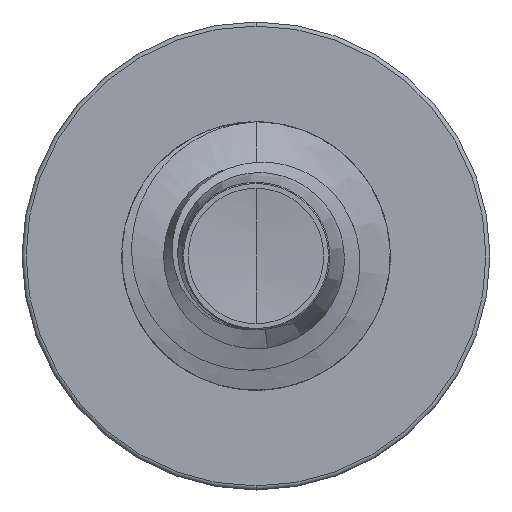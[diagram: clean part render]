
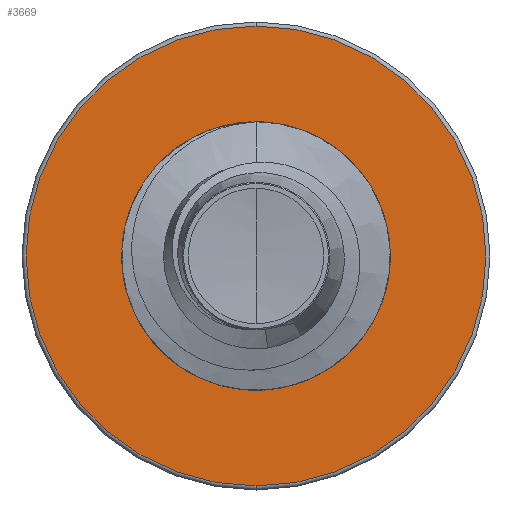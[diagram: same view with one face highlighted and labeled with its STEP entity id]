
A CAD part, front view. The second image highlights one B-rep face of the part: STEP entity #3669.
In plain terms, the highlighted planar face has unit normal (0, -1, 0).
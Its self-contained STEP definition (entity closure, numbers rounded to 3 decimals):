
#297 = DIRECTION ( 'NONE',  ( 0., 0., 1. ) ) ;
#324 = DIRECTION ( 'NONE',  ( 0., 1., 0. ) ) ;
#336 = CARTESIAN_POINT ( 'NONE',  ( 0., 9., 0. ) ) ;
#492 = FACE_OUTER_BOUND ( 'NONE', #16939, .T. ) ;
#1344 = CARTESIAN_POINT ( 'NONE',  ( 0., 9., 2.998 ) ) ;
#1424 = CARTESIAN_POINT ( 'NONE',  ( 0., 9., 1.722 ) ) ;
#1640 = DIRECTION ( 'NONE',  ( 0., 0., 1. ) ) ;
#1665 = DIRECTION ( 'NONE',  ( 0., 1., 0. ) ) ;
#1670 = CARTESIAN_POINT ( 'NONE',  ( 0., 9., 0. ) ) ;
#2083 = DIRECTION ( 'NONE',  ( 0., 0., 1. ) ) ;
#2111 = DIRECTION ( 'NONE',  ( 0., 1., 0. ) ) ;
#2114 = CARTESIAN_POINT ( 'NONE',  ( 0., 9., 0. ) ) ;
#3669 = ADVANCED_FACE ( 'NONE', ( #492, #17313 ), #3761, .F. ) ;
#3728 = DIRECTION ( 'NONE',  ( 0., 0., 1. ) ) ;
#3761 = PLANE ( 'NONE',  #12691 ) ;
#3820 = CARTESIAN_POINT ( 'NONE',  ( 0., 9., -1.722 ) ) ;
#3850 = DIRECTION ( 'NONE',  ( 0., 1., 0. ) ) ;
#5341 = AXIS2_PLACEMENT_3D ( 'NONE', #336, #324, #297 ) ;
#6135 = VERTEX_POINT ( 'NONE', #1424 ) ;
#6660 = AXIS2_PLACEMENT_3D ( 'NONE', #1670, #1665, #1640 ) ;
#6764 = ORIENTED_EDGE ( 'NONE', *, *, #15840, .T. ) ;
#7555 = AXIS2_PLACEMENT_3D ( 'NONE', #2114, #2111, #2083 ) ;
#8232 = CIRCLE ( 'NONE', #6660, 2.998 ) ;
#8454 = DIRECTION ( 'NONE',  ( 0., 0., 1. ) ) ;
#8486 = DIRECTION ( 'NONE',  ( 0., 1., 0. ) ) ;
#8504 = EDGE_LOOP ( 'NONE', ( #16195, #6764 ) ) ;
#8512 = CARTESIAN_POINT ( 'NONE',  ( 0., 9., 0. ) ) ;
#9860 = VERTEX_POINT ( 'NONE', #14846 ) ;
#11021 = CARTESIAN_POINT ( 'NONE',  ( 0., 9., -1.722 ) ) ;
#11413 = CIRCLE ( 'NONE', #14961, 1.722 ) ;
#12691 = AXIS2_PLACEMENT_3D ( 'NONE', #3820, #3850, #3728 ) ;
#14109 = ORIENTED_EDGE ( 'NONE', *, *, #14945, .F. ) ;
#14658 = EDGE_CURVE ( 'NONE', #6135, #16647, #16395, .T. ) ;
#14738 = VERTEX_POINT ( 'NONE', #1344 ) ;
#14846 = CARTESIAN_POINT ( 'NONE',  ( 0., 9., -2.997 ) ) ;
#14945 = EDGE_CURVE ( 'NONE', #9860, #14738, #8232, .T. ) ;
#14961 = AXIS2_PLACEMENT_3D ( 'NONE', #8512, #8486, #8454 ) ;
#15611 = EDGE_CURVE ( 'NONE', #14738, #9860, #17260, .T. ) ;
#15840 = EDGE_CURVE ( 'NONE', #16647, #6135, #11413, .T. ) ;
#15983 = ORIENTED_EDGE ( 'NONE', *, *, #15611, .F. ) ;
#16195 = ORIENTED_EDGE ( 'NONE', *, *, #14658, .T. ) ;
#16395 = CIRCLE ( 'NONE', #7555, 1.722 ) ;
#16647 = VERTEX_POINT ( 'NONE', #11021 ) ;
#16939 = EDGE_LOOP ( 'NONE', ( #15983, #14109 ) ) ;
#17260 = CIRCLE ( 'NONE', #5341, 2.998 ) ;
#17313 = FACE_BOUND ( 'NONE', #8504, .T. ) ;
